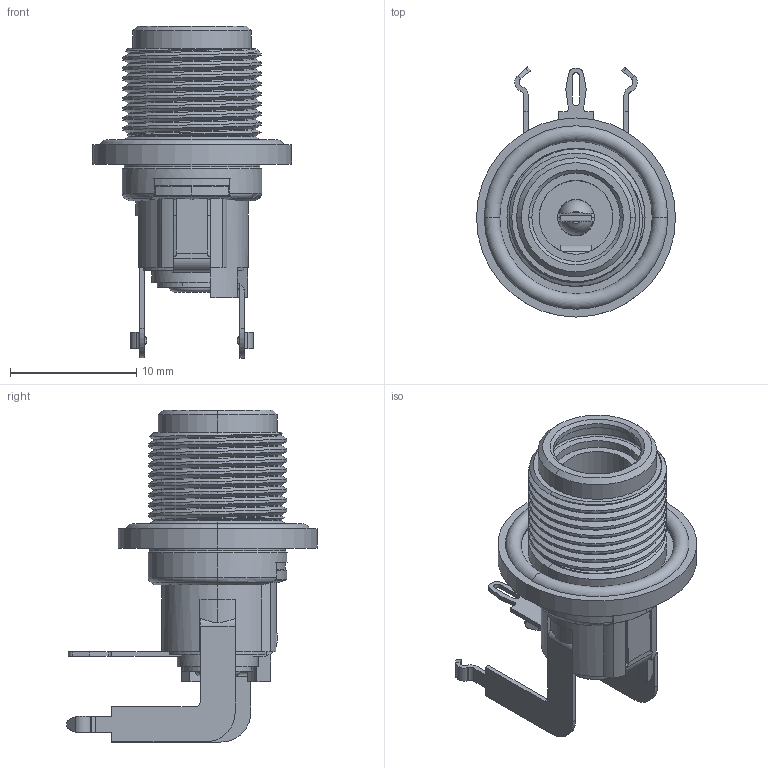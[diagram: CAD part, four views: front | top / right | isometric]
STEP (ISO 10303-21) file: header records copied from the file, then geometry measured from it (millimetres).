
FILE_DESCRIPTION(('FreeCAD Model'),'2;1');
FILE_NAME('L712RAS_switchcraft_dc_jack.step','2018-10-22T14:46:43',('kicad StepUp'),('ksu MCAD'), 'Open CASCADE STEP processor 7.3','FreeCAD','Unknown');
FILE_SCHEMA(('AUTOMOTIVE_DESIGN { 1 0 10303 214 1 1 1 1 }'));
Length unit declared in the file: millimetre
Products named in the file (1): BaseFeature
Bounding box: 15.75 x 19.81 x 26.27 mm (x, y, z)
Volume: 1359.7 mm3; surface area: 2072.1 mm2
Topology: 1 solids, 2 shells, 283 faces, 756 edges, 485 vertices
Faces by surface type: cylinder 128, plane 108, cone 26, torus 17, bspline 2, revolution 2
Entity records: 9845 total; most frequent: CARTESIAN_POINT 2877, ORIENTED_EDGE 1516, DIRECTION 1443, EDGE_CURVE 756, AXIS2_PLACEMENT_3D 538, VERTEX_POINT 485, LINE 365, VECTOR 365
